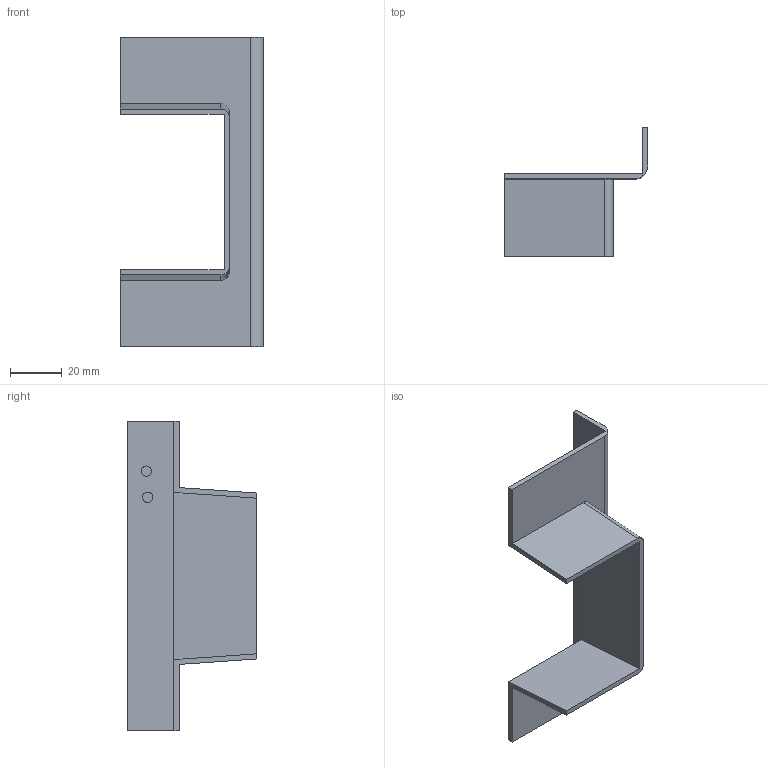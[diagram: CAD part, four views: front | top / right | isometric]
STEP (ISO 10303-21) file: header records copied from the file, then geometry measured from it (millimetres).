
FILE_DESCRIPTION (( 'STEP AP214' ), '1' );
FILE_NAME ('6113320.stp', '2016-04-28T10:44:04', ( '' ), ( '' ), 'SwSTEP 2.0', 'SolidWorks 2014', '' );
FILE_SCHEMA (( 'AUTOMOTIVE_DESIGN' ));
Length unit declared in the file: millimetre
Products named in the file (1): 6113320
Bounding box: 55.5 x 50 x 120 mm (x, y, z)
Volume: 20468.1 mm3; surface area: 21962.2 mm2
Topology: 1 solids, 1 shells, 25 faces, 63 edges, 42 vertices
Faces by surface type: plane 18, cylinder 7
Entity records: 781 total; most frequent: CARTESIAN_POINT 143, ORIENTED_EDGE 126, DIRECTION 121, EDGE_CURVE 63, VECTOR 49, LINE 49, VERTEX_POINT 42, AXIS2_PLACEMENT_3D 36
